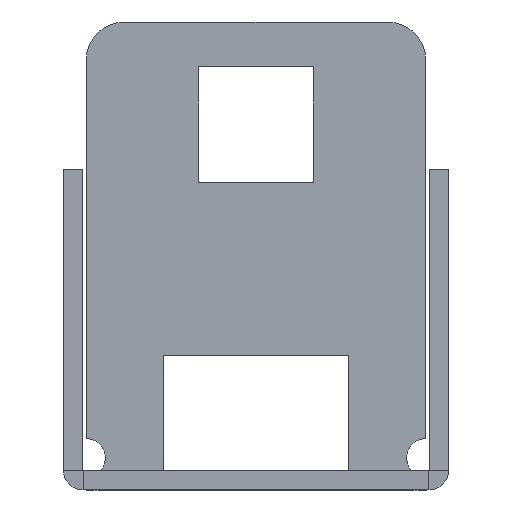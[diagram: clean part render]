
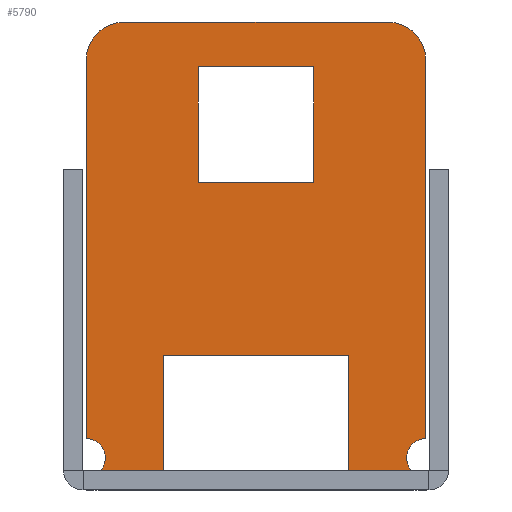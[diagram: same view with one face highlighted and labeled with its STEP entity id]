
A CAD part, left-side view. The second image highlights one B-rep face of the part: STEP entity #5790.
In plain terms, the highlighted planar face has unit normal (-1, 0, 0).
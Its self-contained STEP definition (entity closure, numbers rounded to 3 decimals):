
#520 = DIRECTION ( 'NONE',  ( 0., 0., 1. ) ) ;
#591 = CARTESIAN_POINT ( 'NONE',  ( 271.25, 10.25, 36.5 ) ) ;
#594 = CARTESIAN_POINT ( 'NONE',  ( 271.25, 13.25, 33.5 ) ) ;
#596 = CARTESIAN_POINT ( 'NONE',  ( 271.25, 7.25, 10.5 ) ) ;
#782 = CARTESIAN_POINT ( 'NONE',  ( 271.25, 13.25, 1.5 ) ) ;
#783 = PLANE ( 'NONE',  #6696 ) ;
#784 = DIRECTION ( 'NONE',  ( -1., 0., 0. ) ) ;
#901 = CARTESIAN_POINT ( 'NONE',  ( 271.25, -4.5, 33. ) ) ;
#910 = CARTESIAN_POINT ( 'NONE',  ( 271.25, 4.5, 33. ) ) ;
#916 = CARTESIAN_POINT ( 'NONE',  ( 271.25, -12.127, 1.51 ) ) ;
#917 = CARTESIAN_POINT ( 'NONE',  ( 271.25, -7.25, 1.51 ) ) ;
#918 = CARTESIAN_POINT ( 'NONE',  ( 271.25, -13.25, 4.004 ) ) ;
#919 = CARTESIAN_POINT ( 'NONE',  ( 271.25, 4.5, 24. ) ) ;
#921 = CARTESIAN_POINT ( 'NONE',  ( 271.25, -13.25, 33.5 ) ) ;
#923 = CARTESIAN_POINT ( 'NONE',  ( 271.25, 7.25, 1.51 ) ) ;
#924 = CARTESIAN_POINT ( 'NONE',  ( 271.25, -4.5, 24. ) ) ;
#925 = CARTESIAN_POINT ( 'NONE',  ( 271.25, 12.127, 1.51 ) ) ;
#927 = CARTESIAN_POINT ( 'NONE',  ( 271.25, 13.25, 4.004 ) ) ;
#930 = CARTESIAN_POINT ( 'NONE',  ( 271.25, -10.25, 36.5 ) ) ;
#936 = CARTESIAN_POINT ( 'NONE',  ( 271.25, -7.25, 10.5 ) ) ;
#2317 = AXIS2_PLACEMENT_3D ( 'NONE', #3319, #3577, #3321 ) ;
#2318 = AXIS2_PLACEMENT_3D ( 'NONE', #3316, #3317, #3318 ) ;
#2319 = AXIS2_PLACEMENT_3D ( 'NONE', #3571, #3565, #3228 ) ;
#2320 = AXIS2_PLACEMENT_3D ( 'NONE', #3567, #3277, #3568 ) ;
#3228 = DIRECTION ( 'NONE',  ( 0., 0., -1. ) ) ;
#3277 = DIRECTION ( 'NONE',  ( -1., 0., 0. ) ) ;
#3278 = CARTESIAN_POINT ( 'NONE',  ( 271.25, 7.25, -15.5 ) ) ;
#3279 = CARTESIAN_POINT ( 'NONE',  ( 271.25, -7.25, -15.5 ) ) ;
#3280 = CARTESIAN_POINT ( 'NONE',  ( 271.25, -4.5, 33. ) ) ;
#3282 = DIRECTION ( 'NONE',  ( 0., 0., -1. ) ) ;
#3284 = CARTESIAN_POINT ( 'NONE',  ( 271.25, 4.5, 33. ) ) ;
#3285 = DIRECTION ( 'NONE',  ( 0., -1., 0. ) ) ;
#3286 = CARTESIAN_POINT ( 'NONE',  ( 271.25, 4.5, 33. ) ) ;
#3310 = DIRECTION ( 'NONE',  ( 0., 0., 1. ) ) ;
#3316 = CARTESIAN_POINT ( 'NONE',  ( 271.25, -10.25, 33.5 ) ) ;
#3317 = DIRECTION ( 'NONE',  ( -1., 0., 0. ) ) ;
#3318 = DIRECTION ( 'NONE',  ( 0., 0., 1. ) ) ;
#3319 = CARTESIAN_POINT ( 'NONE',  ( 271.25, 10.25, 33.5 ) ) ;
#3321 = DIRECTION ( 'NONE',  ( 0., 0., 1. ) ) ;
#3322 = CARTESIAN_POINT ( 'NONE',  ( 271.25, 4.5, 24. ) ) ;
#3325 = CARTESIAN_POINT ( 'NONE',  ( 271.25, -13.25, 36.5 ) ) ;
#3330 = CARTESIAN_POINT ( 'NONE',  ( 271.25, 13.25, 36.5 ) ) ;
#3334 = CARTESIAN_POINT ( 'NONE',  ( 271.25, -13.25, 1.51 ) ) ;
#3546 = DIRECTION ( 'NONE',  ( 0., 1., 0. ) ) ;
#3565 = DIRECTION ( 'NONE',  ( -1., 0., 0. ) ) ;
#3567 = CARTESIAN_POINT ( 'NONE',  ( 271.25, 13.25, 2.504 ) ) ;
#3568 = DIRECTION ( 'NONE',  ( 0., 0., 1. ) ) ;
#3569 = DIRECTION ( 'NONE',  ( 0., 0., -1. ) ) ;
#3570 = DIRECTION ( 'NONE',  ( 0., 0., 1. ) ) ;
#3571 = CARTESIAN_POINT ( 'NONE',  ( 271.25, -13.25, 2.504 ) ) ;
#3575 = DIRECTION ( 'NONE',  ( 0., -1., 0. ) ) ;
#3577 = DIRECTION ( 'NONE',  ( -1., 0., 0. ) ) ;
#3579 = DIRECTION ( 'NONE',  ( 0., 0., 1. ) ) ;
#3581 = DIRECTION ( 'NONE',  ( 0., 1., 0. ) ) ;
#3585 = DIRECTION ( 'NONE',  ( 0., 0., -1. ) ) ;
#3586 = DIRECTION ( 'NONE',  ( 0., 1., 0. ) ) ;
#3681 = CARTESIAN_POINT ( 'NONE',  ( 271.25, 7.25, 10.5 ) ) ;
#3682 = DIRECTION ( 'NONE',  ( 0., 1., 0. ) ) ;
#3683 = CARTESIAN_POINT ( 'NONE',  ( 271.25, -13.25, 1.5 ) ) ;
#3695 = CARTESIAN_POINT ( 'NONE',  ( 271.25, -13.25, 1.51 ) ) ;
#3872 = FACE_BOUND ( 'NONE', #5611, .T. ) ;
#4228 = FACE_OUTER_BOUND ( 'NONE', #5250, .T. ) ;
#4665 = EDGE_CURVE ( 'NONE', #7739, #7747, #5955, .T. ) ;
#4670 = EDGE_CURVE ( 'NONE', #7769, #7765, #6134, .T. ) ;
#4675 = EDGE_CURVE ( 'NONE', #7809, #7818, #5938, .T. ) ;
#4680 = EDGE_CURVE ( 'NONE', #7832, #7822, #6051, .T. ) ;
#4682 = EDGE_CURVE ( 'NONE', #7774, #7777, #5903, .T. ) ;
#4684 = EDGE_CURVE ( 'NONE', #7752, #7844, #6031, .T. ) ;
#4686 = EDGE_CURVE ( 'NONE', #7812, #7796, #5954, .T. ) ;
#4688 = EDGE_CURVE ( 'NONE', #7812, #7777, #6091, .T. ) ;
#4692 = EDGE_CURVE ( 'NONE', #7832, #7796, #5864, .T. ) ;
#4693 = EDGE_CURVE ( 'NONE', #7916, #7752, #5883, .T. ) ;
#4694 = EDGE_CURVE ( 'NONE', #7887, #7916, #6023, .T. ) ;
#4695 = EDGE_CURVE ( 'NONE', #7844, #7887, #6113, .T. ) ;
#4697 = EDGE_CURVE ( 'NONE', #7747, #7774, #5962, .T. ) ;
#4698 = EDGE_CURVE ( 'NONE', #7765, #7739, #5911, .T. ) ;
#4699 = EDGE_CURVE ( 'NONE', #7818, #7769, #5953, .T. ) ;
#4700 = EDGE_CURVE ( 'NONE', #7822, #7809, #5851, .T. ) ;
#5250 = EDGE_LOOP ( 'NONE', ( #8154, #8166, #8178, #8190, #8202, #8215, #8227, #8240, #8254, #8266, #8278, #8290 ) ) ;
#5611 = EDGE_LOOP ( 'NONE', ( #8105, #8117, #8130, #8142 ) ) ;
#5790 = ADVANCED_FACE ( 'NONE', ( #3872, #4228 ), #783, .T. ) ;
#5851 = CIRCLE ( 'NONE', #2319, 1.5 ) ;
#5864 = CIRCLE ( 'NONE', #2318, 3. ) ;
#5883 = LINE ( 'NONE', #3280, #6103 ) ;
#5892 = VECTOR ( 'NONE', #3581, 1000. ) ;
#5903 = LINE ( 'NONE', #3330, #5963 ) ;
#5911 = LINE ( 'NONE', #3278, #6012 ) ;
#5913 = VECTOR ( 'NONE', #3682, 1000. ) ;
#5925 = VECTOR ( 'NONE', #3570, 1000. ) ;
#5938 = LINE ( 'NONE', #3334, #6092 ) ;
#5953 = LINE ( 'NONE', #3279, #5925 ) ;
#5954 = LINE ( 'NONE', #3325, #6133 ) ;
#5955 = LINE ( 'NONE', #3695, #5964 ) ;
#5962 = CIRCLE ( 'NONE', #2320, 1.5 ) ;
#5963 = VECTOR ( 'NONE', #3579, 1000. ) ;
#5964 = VECTOR ( 'NONE', #3546, 1000. ) ;
#6012 = VECTOR ( 'NONE', #3569, 1000. ) ;
#6023 = LINE ( 'NONE', #3284, #6121 ) ;
#6031 = LINE ( 'NONE', #3322, #5892 ) ;
#6040 = VECTOR ( 'NONE', #3585, 1000. ) ;
#6051 = LINE ( 'NONE', #3683, #6040 ) ;
#6079 = VECTOR ( 'NONE', #3310, 1000. ) ;
#6091 = CIRCLE ( 'NONE', #2317, 3. ) ;
#6092 = VECTOR ( 'NONE', #3586, 1000. ) ;
#6103 = VECTOR ( 'NONE', #3282, 1000. ) ;
#6113 = LINE ( 'NONE', #3286, #6079 ) ;
#6121 = VECTOR ( 'NONE', #3285, 1000. ) ;
#6133 = VECTOR ( 'NONE', #3575, 1000. ) ;
#6134 = LINE ( 'NONE', #3681, #5913 ) ;
#6696 = AXIS2_PLACEMENT_3D ( 'NONE', #782, #784, #520 ) ;
#7739 = VERTEX_POINT ( 'NONE', #923 ) ;
#7747 = VERTEX_POINT ( 'NONE', #925 ) ;
#7752 = VERTEX_POINT ( 'NONE', #924 ) ;
#7765 = VERTEX_POINT ( 'NONE', #596 ) ;
#7769 = VERTEX_POINT ( 'NONE', #936 ) ;
#7774 = VERTEX_POINT ( 'NONE', #927 ) ;
#7777 = VERTEX_POINT ( 'NONE', #594 ) ;
#7796 = VERTEX_POINT ( 'NONE', #930 ) ;
#7809 = VERTEX_POINT ( 'NONE', #916 ) ;
#7812 = VERTEX_POINT ( 'NONE', #591 ) ;
#7818 = VERTEX_POINT ( 'NONE', #917 ) ;
#7822 = VERTEX_POINT ( 'NONE', #918 ) ;
#7832 = VERTEX_POINT ( 'NONE', #921 ) ;
#7844 = VERTEX_POINT ( 'NONE', #919 ) ;
#7887 = VERTEX_POINT ( 'NONE', #910 ) ;
#7916 = VERTEX_POINT ( 'NONE', #901 ) ;
#8105 = ORIENTED_EDGE ( 'NONE', *, *, #4694, .T. ) ;
#8117 = ORIENTED_EDGE ( 'NONE', *, *, #4693, .T. ) ;
#8130 = ORIENTED_EDGE ( 'NONE', *, *, #4684, .T. ) ;
#8142 = ORIENTED_EDGE ( 'NONE', *, *, #4695, .T. ) ;
#8154 = ORIENTED_EDGE ( 'NONE', *, *, #4680, .F. ) ;
#8166 = ORIENTED_EDGE ( 'NONE', *, *, #4692, .T. ) ;
#8178 = ORIENTED_EDGE ( 'NONE', *, *, #4686, .F. ) ;
#8190 = ORIENTED_EDGE ( 'NONE', *, *, #4688, .T. ) ;
#8202 = ORIENTED_EDGE ( 'NONE', *, *, #4682, .F. ) ;
#8215 = ORIENTED_EDGE ( 'NONE', *, *, #4697, .F. ) ;
#8227 = ORIENTED_EDGE ( 'NONE', *, *, #4665, .F. ) ;
#8240 = ORIENTED_EDGE ( 'NONE', *, *, #4698, .F. ) ;
#8254 = ORIENTED_EDGE ( 'NONE', *, *, #4670, .F. ) ;
#8266 = ORIENTED_EDGE ( 'NONE', *, *, #4699, .F. ) ;
#8278 = ORIENTED_EDGE ( 'NONE', *, *, #4675, .F. ) ;
#8290 = ORIENTED_EDGE ( 'NONE', *, *, #4700, .F. ) ;
